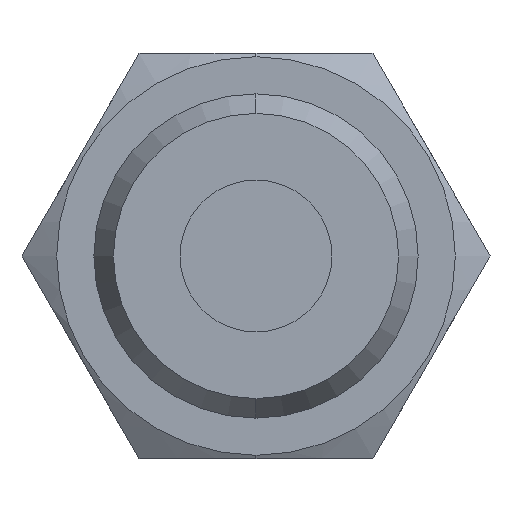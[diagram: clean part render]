
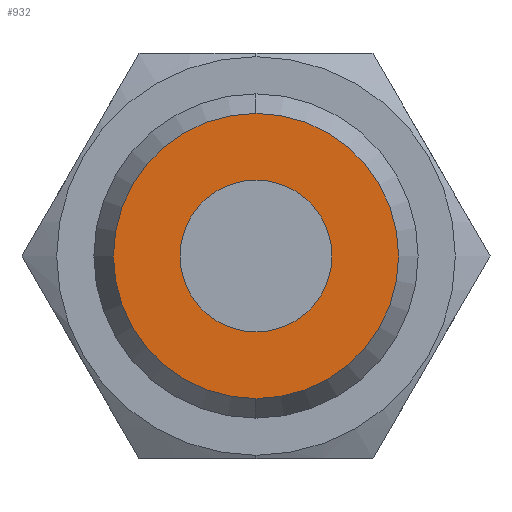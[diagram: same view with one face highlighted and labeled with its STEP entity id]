
A CAD part, front view. The second image highlights one B-rep face of the part: STEP entity #932.
In plain terms, the highlighted planar face has unit normal (0, -1, 0).
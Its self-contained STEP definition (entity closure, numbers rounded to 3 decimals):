
#13 = VERTEX_POINT ( 'NONE', #1562 ) ;
#67 = VERTEX_POINT ( 'NONE', #1502 ) ;
#106 = ORIENTED_EDGE ( 'NONE', *, *, #916, .T. ) ;
#139 = VERTEX_POINT ( 'NONE', #1566 ) ;
#140 = VERTEX_POINT ( 'NONE', #1509 ) ;
#217 = DIRECTION ( 'NONE',  ( 0., -1., 0. ) ) ;
#219 = DIRECTION ( 'NONE',  ( 0., 0., -1. ) ) ;
#309 = CARTESIAN_POINT ( 'NONE',  ( 0., -11.5, 0. ) ) ;
#310 = DIRECTION ( 'NONE',  ( 0., 0., -1. ) ) ;
#313 = DIRECTION ( 'NONE',  ( 0., -1., 0. ) ) ;
#348 = CARTESIAN_POINT ( 'NONE',  ( 0., -11.5, 0. ) ) ;
#349 = DIRECTION ( 'NONE',  ( 0., -1., 0. ) ) ;
#350 = DIRECTION ( 'NONE',  ( 0., 0., -1. ) ) ;
#407 = CARTESIAN_POINT ( 'NONE',  ( 0., -11.5, 0. ) ) ;
#408 = PLANE ( 'NONE',  #510 ) ;
#498 = AXIS2_PLACEMENT_3D ( 'NONE', #1169, #1170, #1171 ) ;
#500 = AXIS2_PLACEMENT_3D ( 'NONE', #1256, #1257, #1258 ) ;
#510 = AXIS2_PLACEMENT_3D ( 'NONE', #407, #217, #219 ) ;
#557 = CIRCLE ( 'NONE', #581, 4.223 ) ;
#560 = CIRCLE ( 'NONE', #500, 4.223 ) ;
#581 = AXIS2_PLACEMENT_3D ( 'NONE', #309, #313, #310 ) ;
#648 = CIRCLE ( 'NONE', #498, 2.25 ) ;
#746 = EDGE_LOOP ( 'NONE', ( #106, #789 ) ) ;
#770 = EDGE_LOOP ( 'NONE', ( #787, #845 ) ) ;
#787 = ORIENTED_EDGE ( 'NONE', *, *, #902, .F. ) ;
#789 = ORIENTED_EDGE ( 'NONE', *, *, #1017, .T. ) ;
#845 = ORIENTED_EDGE ( 'NONE', *, *, #997, .F. ) ;
#902 = EDGE_CURVE ( 'NONE', #139, #67, #1479, .T. ) ;
#916 = EDGE_CURVE ( 'NONE', #140, #13, #557, .T. ) ;
#932 = ADVANCED_FACE ( 'NONE', ( #1597, #1576 ), #408, .T. ) ;
#997 = EDGE_CURVE ( 'NONE', #67, #139, #648, .T. ) ;
#1017 = EDGE_CURVE ( 'NONE', #13, #140, #560, .T. ) ;
#1169 = CARTESIAN_POINT ( 'NONE',  ( 0., -11.5, 0. ) ) ;
#1170 = DIRECTION ( 'NONE',  ( 0., -1., 0. ) ) ;
#1171 = DIRECTION ( 'NONE',  ( 0., 0., -1. ) ) ;
#1256 = CARTESIAN_POINT ( 'NONE',  ( 0., -11.5, 0. ) ) ;
#1257 = DIRECTION ( 'NONE',  ( 0., -1., 0. ) ) ;
#1258 = DIRECTION ( 'NONE',  ( 0., 0., -1. ) ) ;
#1469 = AXIS2_PLACEMENT_3D ( 'NONE', #348, #349, #350 ) ;
#1479 = CIRCLE ( 'NONE', #1469, 2.25 ) ;
#1502 = CARTESIAN_POINT ( 'NONE',  ( 0., -11.5, 2.25 ) ) ;
#1509 = CARTESIAN_POINT ( 'NONE',  ( 0., -11.5, 4.223 ) ) ;
#1562 = CARTESIAN_POINT ( 'NONE',  ( 0., -11.5, -4.223 ) ) ;
#1566 = CARTESIAN_POINT ( 'NONE',  ( 0., -11.5, -2.25 ) ) ;
#1576 = FACE_BOUND ( 'NONE', #770, .T. ) ;
#1597 = FACE_OUTER_BOUND ( 'NONE', #746, .T. ) ;
